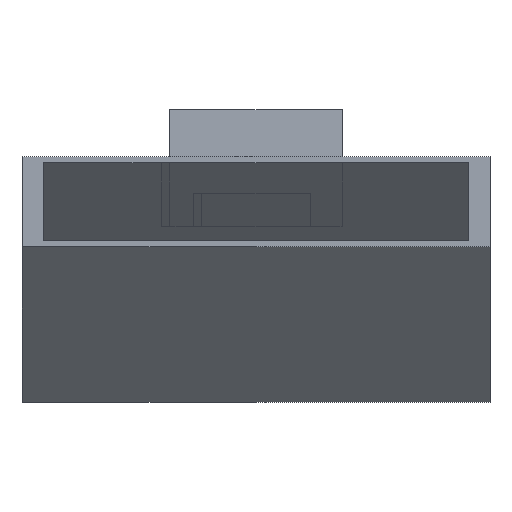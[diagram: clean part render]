
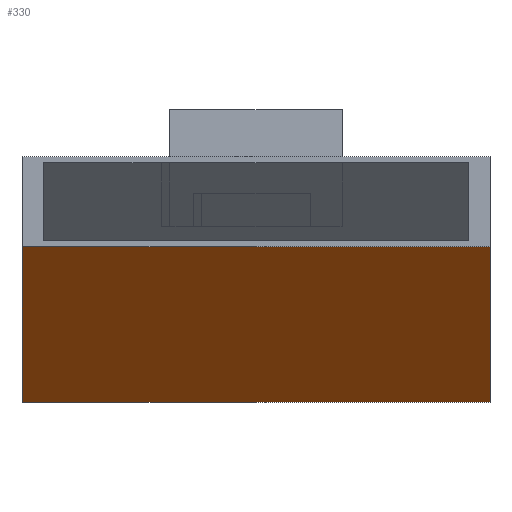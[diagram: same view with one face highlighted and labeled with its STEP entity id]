
A CAD part, left-side view. The second image highlights one B-rep face of the part: STEP entity #330.
In plain terms, the highlighted planar face has unit normal (-0.723, 0, -0.691).
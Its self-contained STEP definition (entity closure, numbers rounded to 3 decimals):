
#21 = EDGE_CURVE('',#22,#24,#26,.T.);
#22 = VERTEX_POINT('',#23);
#23 = CARTESIAN_POINT('',(2.38,22.,-84.394));
#24 = VERTEX_POINT('',#25);
#25 = CARTESIAN_POINT('',(2.38,-22.,-84.394));
#26 = SURFACE_CURVE('',#27,(#31,#43),.PCURVE_S1.);
#27 = LINE('',#28,#29);
#28 = CARTESIAN_POINT('',(2.38,22.,-84.394));
#29 = VECTOR('',#30,1.);
#30 = DIRECTION('',(0.,-1.,0.));
#31 = PCURVE('',#32,#37);
#32 = PLANE('',#33);
#33 = AXIS2_PLACEMENT_3D('',#34,#35,#36);
#34 = CARTESIAN_POINT('',(16.246,0.,-80.155));
#35 = DIRECTION('',(-0.292,0.,0.956));
#36 = DIRECTION('',(0.956,0.,0.292));
#37 = DEFINITIONAL_REPRESENTATION('',(#38),#42);
#38 = LINE('',#39,#40);
#39 = CARTESIAN_POINT('',(-14.5,22.));
#40 = VECTOR('',#41,1.);
#41 = DIRECTION('',(0.,-1.));
#42 = ( GEOMETRIC_REPRESENTATION_CONTEXT(2) 
PARAMETRIC_REPRESENTATION_CONTEXT() REPRESENTATION_CONTEXT('2D SPACE',''
  ) );
#43 = PCURVE('',#44,#49);
#44 = PLANE('',#45);
#45 = AXIS2_PLACEMENT_3D('',#46,#47,#48);
#46 = CARTESIAN_POINT('',(16.377,22.,-99.032));
#47 = DIRECTION('',(0.723,0.,0.691));
#48 = DIRECTION('',(0.,-1.,0.));
#49 = DEFINITIONAL_REPRESENTATION('',(#50),#54);
#50 = LINE('',#51,#52);
#51 = CARTESIAN_POINT('',(0.,-20.253));
#52 = VECTOR('',#53,1.);
#53 = DIRECTION('',(1.,0.));
#54 = ( GEOMETRIC_REPRESENTATION_CONTEXT(2) 
PARAMETRIC_REPRESENTATION_CONTEXT() REPRESENTATION_CONTEXT('2D SPACE',''
  ) );
#72 = PLANE('',#73);
#73 = AXIS2_PLACEMENT_3D('',#74,#75,#76);
#74 = CARTESIAN_POINT('',(23.484,-22.,-87.4));
#75 = DIRECTION('',(0.,1.,0.));
#76 = DIRECTION('',(0.999,0.,0.046
    ));
#126 = PLANE('',#127);
#127 = AXIS2_PLACEMENT_3D('',#128,#129,#130);
#128 = CARTESIAN_POINT('',(23.484,22.,-87.4));
#129 = DIRECTION('',(0.,-1.,0.));
#130 = DIRECTION('',(-0.999,0.,
    -0.046));
#330 = ADVANCED_FACE('',(#331),#44,.F.);
#331 = FACE_BOUND('',#332,.F.);
#332 = EDGE_LOOP('',(#333,#334,#354,#382));
#333 = ORIENTED_EDGE('',*,*,#21,.T.);
#334 = ORIENTED_EDGE('',*,*,#335,.T.);
#335 = EDGE_CURVE('',#24,#336,#338,.T.);
#336 = VERTEX_POINT('',#337);
#337 = CARTESIAN_POINT('',(16.377,-22.,-99.032));
#338 = SURFACE_CURVE('',#339,(#342,#348),.PCURVE_S1.);
#339 = B_SPLINE_CURVE_WITH_KNOTS('',1,(#340,#341),.UNSPECIFIED.,.F.,.F.,
  (2,2),(0.,1.),.PIECEWISE_BEZIER_KNOTS.);
#340 = CARTESIAN_POINT('',(2.38,-22.,-84.394));
#341 = CARTESIAN_POINT('',(16.377,-22.,-99.032));
#342 = PCURVE('',#44,#343);
#343 = DEFINITIONAL_REPRESENTATION('',(#344),#347);
#344 = B_SPLINE_CURVE_WITH_KNOTS('',1,(#345,#346),.UNSPECIFIED.,.F.,.F.,
  (2,2),(0.,1.),.PIECEWISE_BEZIER_KNOTS.);
#345 = CARTESIAN_POINT('',(44.,-20.253));
#346 = CARTESIAN_POINT('',(44.,0.));
#347 = ( GEOMETRIC_REPRESENTATION_CONTEXT(2) 
PARAMETRIC_REPRESENTATION_CONTEXT() REPRESENTATION_CONTEXT('2D SPACE',''
  ) );
#348 = PCURVE('',#72,#349);
#349 = DEFINITIONAL_REPRESENTATION('',(#350),#353);
#350 = B_SPLINE_CURVE_WITH_KNOTS('',1,(#351,#352),.UNSPECIFIED.,.F.,.F.,
  (2,2),(0.,1.),.PIECEWISE_BEZIER_KNOTS.);
#351 = CARTESIAN_POINT('',(-20.942,-3.984));
#352 = CARTESIAN_POINT('',(-7.639,11.289));
#353 = ( GEOMETRIC_REPRESENTATION_CONTEXT(2) 
PARAMETRIC_REPRESENTATION_CONTEXT() REPRESENTATION_CONTEXT('2D SPACE',''
  ) );
#354 = ORIENTED_EDGE('',*,*,#355,.F.);
#355 = EDGE_CURVE('',#356,#336,#358,.T.);
#356 = VERTEX_POINT('',#357);
#357 = CARTESIAN_POINT('',(16.377,22.,-99.032));
#358 = SURFACE_CURVE('',#359,(#363,#370),.PCURVE_S1.);
#359 = LINE('',#360,#361);
#360 = CARTESIAN_POINT('',(16.377,22.,-99.032));
#361 = VECTOR('',#362,1.);
#362 = DIRECTION('',(0.,-1.,0.));
#363 = PCURVE('',#44,#364);
#364 = DEFINITIONAL_REPRESENTATION('',(#365),#369);
#365 = LINE('',#366,#367);
#366 = CARTESIAN_POINT('',(0.,0.));
#367 = VECTOR('',#368,1.);
#368 = DIRECTION('',(1.,0.));
#369 = ( GEOMETRIC_REPRESENTATION_CONTEXT(2) 
PARAMETRIC_REPRESENTATION_CONTEXT() REPRESENTATION_CONTEXT('2D SPACE',''
  ) );
#370 = PCURVE('',#371,#376);
#371 = PLANE('',#372);
#372 = AXIS2_PLACEMENT_3D('',#373,#374,#375);
#373 = CARTESIAN_POINT('',(30.722,0.,-94.646));
#374 = DIRECTION('',(-0.292,0.,0.956));
#375 = DIRECTION('',(0.956,0.,0.292));
#376 = DEFINITIONAL_REPRESENTATION('',(#377),#381);
#377 = LINE('',#378,#379);
#378 = CARTESIAN_POINT('',(-15.,22.));
#379 = VECTOR('',#380,1.);
#380 = DIRECTION('',(0.,-1.));
#381 = ( GEOMETRIC_REPRESENTATION_CONTEXT(2) 
PARAMETRIC_REPRESENTATION_CONTEXT() REPRESENTATION_CONTEXT('2D SPACE',''
  ) );
#382 = ORIENTED_EDGE('',*,*,#383,.F.);
#383 = EDGE_CURVE('',#22,#356,#384,.T.);
#384 = SURFACE_CURVE('',#385,(#388,#394),.PCURVE_S1.);
#385 = B_SPLINE_CURVE_WITH_KNOTS('',1,(#386,#387),.UNSPECIFIED.,.F.,.F.,
  (2,2),(0.,1.),.PIECEWISE_BEZIER_KNOTS.);
#386 = CARTESIAN_POINT('',(2.38,22.,-84.394));
#387 = CARTESIAN_POINT('',(16.377,22.,-99.032));
#388 = PCURVE('',#44,#389);
#389 = DEFINITIONAL_REPRESENTATION('',(#390),#393);
#390 = B_SPLINE_CURVE_WITH_KNOTS('',1,(#391,#392),.UNSPECIFIED.,.F.,.F.,
  (2,2),(0.,1.),.PIECEWISE_BEZIER_KNOTS.);
#391 = CARTESIAN_POINT('',(0.,-20.253));
#392 = CARTESIAN_POINT('',(0.,0.));
#393 = ( GEOMETRIC_REPRESENTATION_CONTEXT(2) 
PARAMETRIC_REPRESENTATION_CONTEXT() REPRESENTATION_CONTEXT('2D SPACE',''
  ) );
#394 = PCURVE('',#126,#395);
#395 = DEFINITIONAL_REPRESENTATION('',(#396),#399);
#396 = B_SPLINE_CURVE_WITH_KNOTS('',1,(#397,#398),.UNSPECIFIED.,.F.,.F.,
  (2,2),(0.,1.),.PIECEWISE_BEZIER_KNOTS.);
#397 = CARTESIAN_POINT('',(20.942,-3.984));
#398 = CARTESIAN_POINT('',(7.639,11.289));
#399 = ( GEOMETRIC_REPRESENTATION_CONTEXT(2) 
PARAMETRIC_REPRESENTATION_CONTEXT() REPRESENTATION_CONTEXT('2D SPACE',''
  ) );
